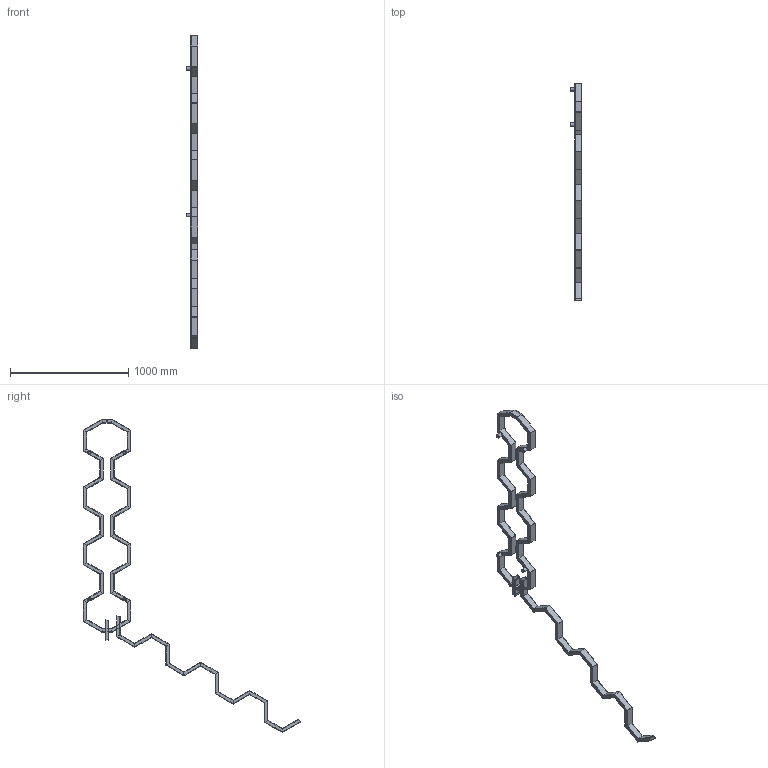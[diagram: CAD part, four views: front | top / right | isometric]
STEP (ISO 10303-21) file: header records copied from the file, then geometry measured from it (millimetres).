
FILE_DESCRIPTION( ( 'Unknown' ), '1' );
FILE_NAME( 'CARMEL.stp', 'Unknown', ( 'Unknown' ), ( 'Unknown' ), 'PSStep 10.1', 'Unknown', ' ' );
FILE_SCHEMA( ( 'AUTOMOTIVE_DESIGN { 1 0 10303 214 1 1 1 1 }' ) );
Length unit declared in the file: millimetre
Products named in the file (26): Mocowanie L40; grzejnik strona; Assem1; MOCOWANIE L40-01; MOCOWANIE FASOLKA; MOCOWANIE L40-03; P-01 1; P-01 1-oa0; P-01 1-oa1; P-01 1-oa2; P-01 1-oa3; P-01 1-oa4; P-01 1-oa5; P-01 3; P-01 3-oa6; P-01 2; P-01 2-oa7; P-01 2-oa8; P-01 2-oa9; P-01 2-oa10; P-01 2-oa11; P-01 lacznik podlaczenie; P-01 lacznik; ODPOWIETRZNIK; Zaslepka fi 30 z gwintem ; Zaslepka fi 30 z gwintem -oa12
Bounding box: 100 x 1839.2 x 2649.35 mm (x, y, z)
Volume: 3472275 mm3; surface area: 3492216.1 mm2
Topology: 88 solids, 88 shells, 1478 faces, 4016 edges, 2582 vertices
Faces by surface type: plane 840, cylinder 592, cone 36, torus 10
Full cylindrical faces by diameter (mm): 4.134 x2, 4.917 x6, 10 x4, 10.2 x2, 12 x2, 17 x6, 18.631 x4, 20 x6, 22 x6, 22.7 x6, 23 x6, 25 x4, 25.3 x4, 29 x4, 30 x6
Entity records: 15968 total; most frequent: DIRECTION 2256, CARTESIAN_POINT 2246, ORIENTED_EDGE 2040, EDGE_CURVE 1020, AXIS2_PLACEMENT_3D 817, VERTEX_POINT 674, LINE 622, VECTOR 622
